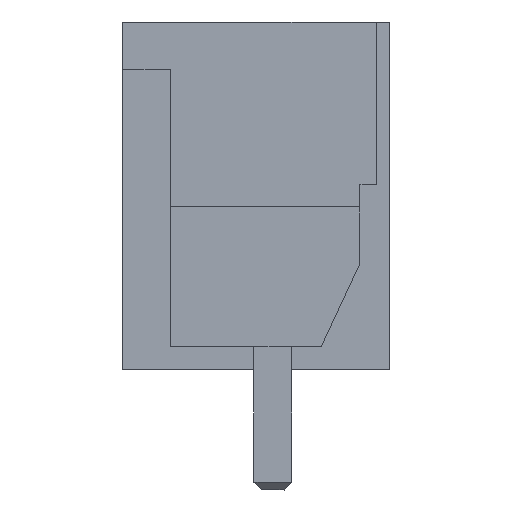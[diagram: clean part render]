
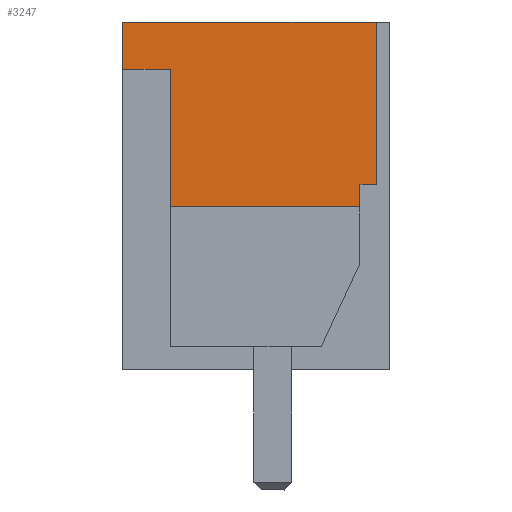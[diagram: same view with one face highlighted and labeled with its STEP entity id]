
A CAD part, left-side view. The second image highlights one B-rep face of the part: STEP entity #3247.
In plain terms, the highlighted planar face has unit normal (-1, 0, 0).
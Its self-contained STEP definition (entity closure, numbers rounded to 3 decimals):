
#3195=AXIS2_PLACEMENT_3D('Plane Axis2P3D',#3192,#3193,#3194) ;
#1083=CARTESIAN_POINT('Vertex',(0.,7.07,12.4)) ;
#1086=CARTESIAN_POINT('Line Origine',(0.,3.71,12.4)) ;
#1090=CARTESIAN_POINT('Vertex',(0.,0.35,12.4)) ;
#3118=CARTESIAN_POINT('Vertex',(0.,7.07,11.15)) ;
#3121=CARTESIAN_POINT('Line Origine',(0.,7.07,11.775)) ;
#3192=CARTESIAN_POINT('Axis2P3D Location',(0.,0.,0.)) ;
#3197=CARTESIAN_POINT('Line Origine',(0.,0.78,7.8)) ;
#3201=CARTESIAN_POINT('Vertex',(0.,0.78,7.5)) ;
#3203=CARTESIAN_POINT('Vertex',(0.,0.78,8.1)) ;
#3206=CARTESIAN_POINT('Line Origine',(0.,0.565,8.1)) ;
#3210=CARTESIAN_POINT('Vertex',(0.,0.35,8.1)) ;
#3213=CARTESIAN_POINT('Line Origine',(0.,0.35,10.25)) ;
#3218=CARTESIAN_POINT('Line Origine',(0.,6.435,11.15)) ;
#3222=CARTESIAN_POINT('Vertex',(0.,5.8,11.15)) ;
#3225=CARTESIAN_POINT('Line Origine',(0.,5.8,9.325)) ;
#3229=CARTESIAN_POINT('Vertex',(0.,5.8,7.5)) ;
#3232=CARTESIAN_POINT('Line Origine',(0.,3.29,7.5)) ;
#1087=DIRECTION('Vector Direction',(0.,-1.,0.)) ;
#3122=DIRECTION('Vector Direction',(0.,0.,1.)) ;
#3193=DIRECTION('Axis2P3D Direction',(-1.,0.,0.)) ;
#3194=DIRECTION('Axis2P3D XDirection',(0.,0.,1.)) ;
#3198=DIRECTION('Vector Direction',(0.,0.,-1.)) ;
#3207=DIRECTION('Vector Direction',(0.,1.,0.)) ;
#3214=DIRECTION('Vector Direction',(0.,0.,-1.)) ;
#3219=DIRECTION('Vector Direction',(0.,1.,0.)) ;
#3226=DIRECTION('Vector Direction',(0.,0.,1.)) ;
#3233=DIRECTION('Vector Direction',(0.,-1.,0.)) ;
#1088=VECTOR('Line Direction',#1087,1.) ;
#3123=VECTOR('Line Direction',#3122,1.) ;
#3199=VECTOR('Line Direction',#3198,1.) ;
#3208=VECTOR('Line Direction',#3207,1.) ;
#3215=VECTOR('Line Direction',#3214,1.) ;
#3220=VECTOR('Line Direction',#3219,1.) ;
#3227=VECTOR('Line Direction',#3226,1.) ;
#3234=VECTOR('Line Direction',#3233,1.) ;
#3238=ORIENTED_EDGE('',*,*,#3205,.T.) ;
#3239=ORIENTED_EDGE('',*,*,#3212,.T.) ;
#3240=ORIENTED_EDGE('',*,*,#3217,.T.) ;
#3241=ORIENTED_EDGE('',*,*,#1092,.T.) ;
#3242=ORIENTED_EDGE('',*,*,#3125,.T.) ;
#3243=ORIENTED_EDGE('',*,*,#3224,.T.) ;
#3244=ORIENTED_EDGE('',*,*,#3231,.T.) ;
#3245=ORIENTED_EDGE('',*,*,#3236,.T.) ;
#3247=ADVANCED_FACE('HOUSING',(#3246),#3196,.T.) ;
#1092=EDGE_CURVE('',#1091,#1084,#1089,.F.) ;
#3125=EDGE_CURVE('',#1084,#3119,#3124,.F.) ;
#3205=EDGE_CURVE('',#3202,#3204,#3200,.F.) ;
#3212=EDGE_CURVE('',#3204,#3211,#3209,.F.) ;
#3217=EDGE_CURVE('',#3211,#1091,#3216,.F.) ;
#3224=EDGE_CURVE('',#3119,#3223,#3221,.F.) ;
#3231=EDGE_CURVE('',#3223,#3230,#3228,.F.) ;
#3236=EDGE_CURVE('',#3230,#3202,#3235,.T.) ;
#3237=EDGE_LOOP('',(#3238,#3239,#3240,#3241,#3242,#3243,#3244,#3245)) ;
#3246=FACE_OUTER_BOUND('',#3237,.T.) ;
#1089=LINE('Line',#1086,#1088) ;
#3124=LINE('Line',#3121,#3123) ;
#3200=LINE('Line',#3197,#3199) ;
#3209=LINE('Line',#3206,#3208) ;
#3216=LINE('Line',#3213,#3215) ;
#3221=LINE('Line',#3218,#3220) ;
#3228=LINE('Line',#3225,#3227) ;
#3235=LINE('Line',#3232,#3234) ;
#3196=PLANE('',#3195) ;
#1084=VERTEX_POINT('',#1083) ;
#1091=VERTEX_POINT('',#1090) ;
#3119=VERTEX_POINT('',#3118) ;
#3202=VERTEX_POINT('',#3201) ;
#3204=VERTEX_POINT('',#3203) ;
#3211=VERTEX_POINT('',#3210) ;
#3223=VERTEX_POINT('',#3222) ;
#3230=VERTEX_POINT('',#3229) ;
